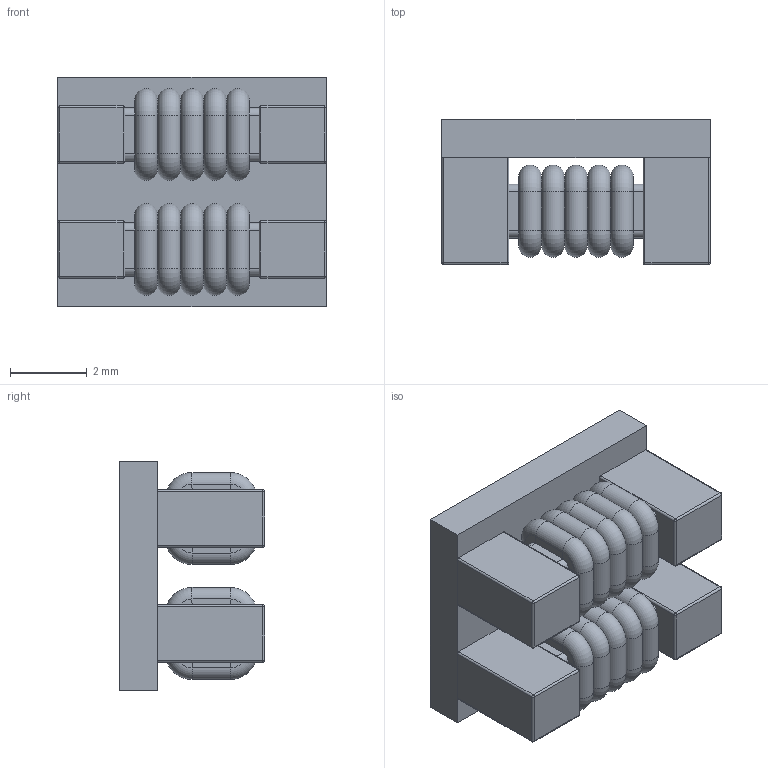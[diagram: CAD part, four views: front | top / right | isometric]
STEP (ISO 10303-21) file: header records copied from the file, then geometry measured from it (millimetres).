
FILE_DESCRIPTION (( 'STEP AP214' ), '1' );
FILE_NAME ('CM7060M132R-10.STEP', '2021-04-30T03:44:26', ( '' ), ( '' ), 'SwSTEP 2.0', 'SolidWorks 2017', '' );
FILE_SCHEMA (( 'AUTOMOTIVE_DESIGN' ));
Length unit declared in the file: millimetre
Products named in the file (1): CM7060M132R-10
Bounding box: 7 x 3.8 x 6 mm (x, y, z)
Volume: 102.2 mm3; surface area: 340.3 mm2
Topology: 5 solids, 5 shells, 314 faces, 660 edges, 336 vertices
Faces by surface type: cylinder 130, plane 128, torus 40, sphere 16
Entity records: 8052 total; most frequent: DIRECTION 1540, CARTESIAN_POINT 1295, ORIENTED_EDGE 1288, EDGE_CURVE 644, AXIS2_PLACEMENT_3D 581, VECTOR 378, LINE 378, VERTEX_POINT 336
